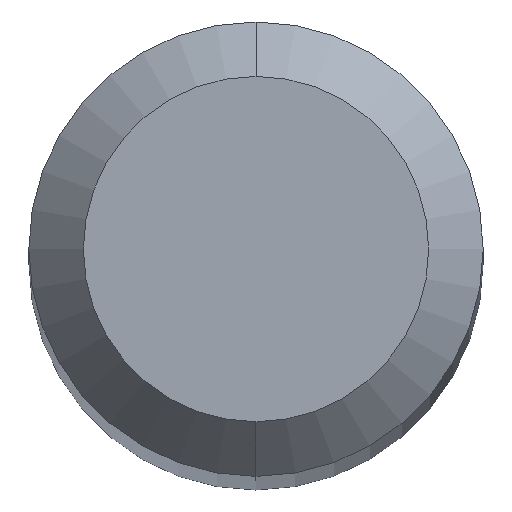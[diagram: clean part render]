
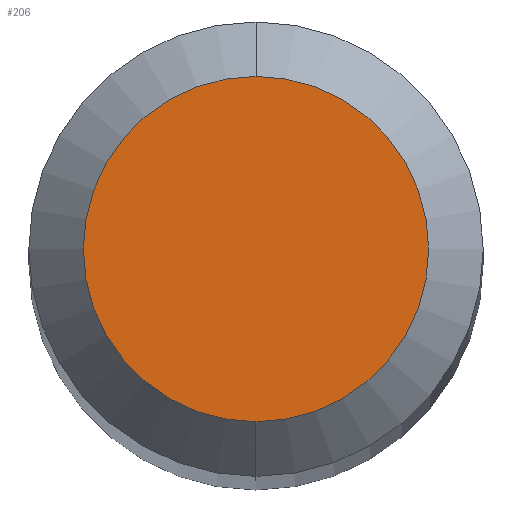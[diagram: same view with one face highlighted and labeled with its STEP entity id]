
A CAD part, top view. The second image highlights one B-rep face of the part: STEP entity #206.
In plain terms, the highlighted planar face has unit normal (0, 0, 1).
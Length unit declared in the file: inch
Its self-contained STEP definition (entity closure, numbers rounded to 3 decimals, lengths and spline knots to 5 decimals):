
#13 = AXIS2_PLACEMENT_3D ( 'NONE', #109, #154, #145 ) ;
#14 = EDGE_CURVE ( 'NONE', #471, #72, #281, .T. ) ;
#71 = FACE_OUTER_BOUND ( 'NONE', #447, .T. ) ;
#72 = VERTEX_POINT ( 'NONE', #175 ) ;
#96 = CARTESIAN_POINT ( 'NONE',  ( 0., -0.0475, 0. ) ) ;
#109 = CARTESIAN_POINT ( 'NONE',  ( 0., 0.0475, 0. ) ) ;
#124 = DIRECTION ( 'NONE',  ( 0., -1., 0. ) ) ;
#145 = DIRECTION ( 'NONE',  ( 0., 1., 0. ) ) ;
#154 = DIRECTION ( 'NONE',  ( 0., 0., -1. ) ) ;
#161 = CARTESIAN_POINT ( 'NONE',  ( 0., 0., 0. ) ) ;
#175 = CARTESIAN_POINT ( 'NONE',  ( 0., 0.0475, 0. ) ) ;
#206 = ADVANCED_FACE ( 'NONE', ( #71 ), #345, .F. ) ;
#210 = DIRECTION ( 'NONE',  ( 0., 0., 1. ) ) ;
#211 = ORIENTED_EDGE ( 'NONE', *, *, #322, .T. ) ;
#234 = AXIS2_PLACEMENT_3D ( 'NONE', #161, #403, #124 ) ;
#271 = AXIS2_PLACEMENT_3D ( 'NONE', #460, #210, #303 ) ;
#281 = CIRCLE ( 'NONE', #271, 0.0475 ) ;
#292 = ORIENTED_EDGE ( 'NONE', *, *, #14, .T. ) ;
#303 = DIRECTION ( 'NONE',  ( 0., -1., 0. ) ) ;
#322 = EDGE_CURVE ( 'NONE', #72, #471, #401, .T. ) ;
#345 = PLANE ( 'NONE',  #13 ) ;
#401 = CIRCLE ( 'NONE', #234, 0.0475 ) ;
#403 = DIRECTION ( 'NONE',  ( 0., 0., 1. ) ) ;
#447 = EDGE_LOOP ( 'NONE', ( #211, #292 ) ) ;
#460 = CARTESIAN_POINT ( 'NONE',  ( 0., 0., 0. ) ) ;
#471 = VERTEX_POINT ( 'NONE', #96 ) ;
